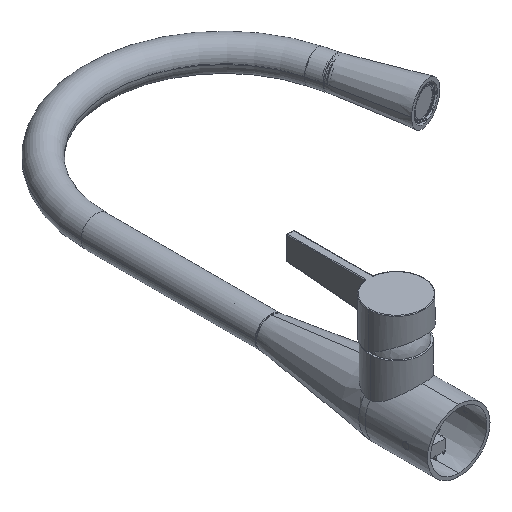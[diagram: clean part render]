
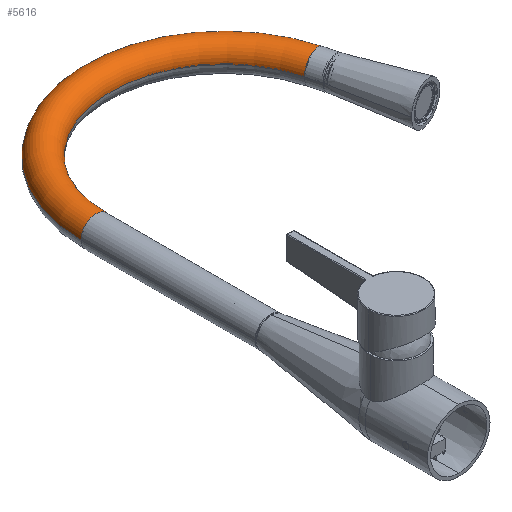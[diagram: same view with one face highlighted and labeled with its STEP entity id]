
A CAD part, isometric view. The second image highlights one B-rep face of the part: STEP entity #5616.
In plain terms, the highlighted toroidal (fillet/blend) face has major radius 102.653 mm and minor radius 12 mm.
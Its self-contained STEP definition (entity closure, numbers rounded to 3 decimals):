
#125 = DIRECTION ( 'NONE',  ( 0.966, 0.259, 0. ) ) ;
#525 = EDGE_CURVE ( 'NONE', #7473, #5585, #7058, .T. ) ;
#653 = CARTESIAN_POINT ( 'NONE',  ( 102.652, 145.348, 0. ) ) ;
#890 = DIRECTION ( 'NONE',  ( 0., 0., 1. ) ) ;
#1144 = CARTESIAN_POINT ( 'NONE',  ( 0., 145.348, 0. ) ) ;
#2056 = EDGE_CURVE ( 'NONE', #5534, #7473, #2829, .T. ) ;
#2065 = CARTESIAN_POINT ( 'NONE',  ( 213.398, 175.022, 0. ) ) ;
#2077 = TOROIDAL_SURFACE ( 'NONE', #3602, 102.652, 12. ) ;
#2627 = CARTESIAN_POINT ( 'NONE',  ( 201.807, 171.916, 0. ) ) ;
#2628 = CIRCLE ( 'NONE', #2642, 12. ) ;
#2642 = AXIS2_PLACEMENT_3D ( 'NONE', #2627, #9724, #8901 ) ;
#2829 = CIRCLE ( 'NONE', #4335, 90.652 ) ;
#2905 = CARTESIAN_POINT ( 'NONE',  ( 102.652, 145.348, 0. ) ) ;
#2933 = AXIS2_PLACEMENT_3D ( 'NONE', #1144, #9432, #10200 ) ;
#3002 = CARTESIAN_POINT ( 'NONE',  ( 102.652, 145.348, 0. ) ) ;
#3602 = AXIS2_PLACEMENT_3D ( 'NONE', #3002, #6583, #10153 ) ;
#3834 = CARTESIAN_POINT ( 'NONE',  ( -12., 145.348, 0. ) ) ;
#4158 = CIRCLE ( 'NONE', #10705, 114.652 ) ;
#4316 = ORIENTED_EDGE ( 'NONE', *, *, #4860, .T. ) ;
#4335 = AXIS2_PLACEMENT_3D ( 'NONE', #653, #7825, #11396 ) ;
#4835 = CARTESIAN_POINT ( 'NONE',  ( 190.216, 168.81, 0. ) ) ;
#4860 = EDGE_CURVE ( 'NONE', #5534, #7438, #2628, .T. ) ;
#5502 = ORIENTED_EDGE ( 'NONE', *, *, #6055, .T. ) ;
#5534 = VERTEX_POINT ( 'NONE', #4835 ) ;
#5585 = VERTEX_POINT ( 'NONE', #3834 ) ;
#5616 = ADVANCED_FACE ( 'NONE', ( #11020 ), #2077, .T. ) ;
#6055 = EDGE_CURVE ( 'NONE', #7438, #5585, #4158, .T. ) ;
#6506 = EDGE_LOOP ( 'NONE', ( #5502, #9920, #10389, #4316 ) ) ;
#6583 = DIRECTION ( 'NONE',  ( 0., 0., 1. ) ) ;
#7058 = CIRCLE ( 'NONE', #2933, 12. ) ;
#7438 = VERTEX_POINT ( 'NONE', #2065 ) ;
#7473 = VERTEX_POINT ( 'NONE', #9226 ) ;
#7825 = DIRECTION ( 'NONE',  ( 0., 0., 1. ) ) ;
#8901 = DIRECTION ( 'NONE',  ( -0.966, -0.259, 0. ) ) ;
#9226 = CARTESIAN_POINT ( 'NONE',  ( 12., 145.348, 0. ) ) ;
#9432 = DIRECTION ( 'NONE',  ( 0., -1., 0. ) ) ;
#9724 = DIRECTION ( 'NONE',  ( -0.259, 0.966, 0. ) ) ;
#9920 = ORIENTED_EDGE ( 'NONE', *, *, #525, .F. ) ;
#10153 = DIRECTION ( 'NONE',  ( -0.966, -0.259, 0. ) ) ;
#10200 = DIRECTION ( 'NONE',  ( 1., 0., 0. ) ) ;
#10389 = ORIENTED_EDGE ( 'NONE', *, *, #2056, .F. ) ;
#10705 = AXIS2_PLACEMENT_3D ( 'NONE', #2905, #890, #125 ) ;
#11020 = FACE_OUTER_BOUND ( 'NONE', #6506, .T. ) ;
#11396 = DIRECTION ( 'NONE',  ( 0.966, 0.259, 0. ) ) ;
